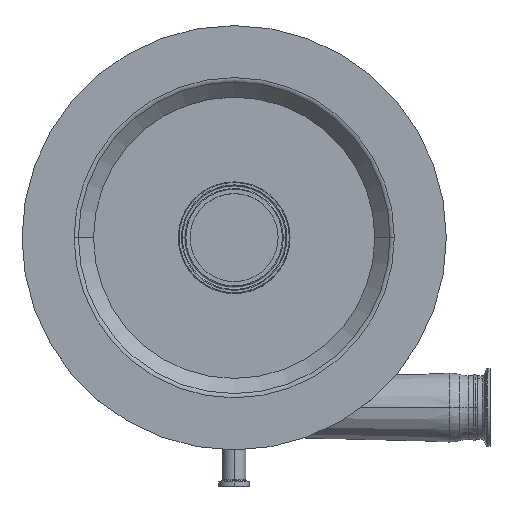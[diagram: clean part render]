
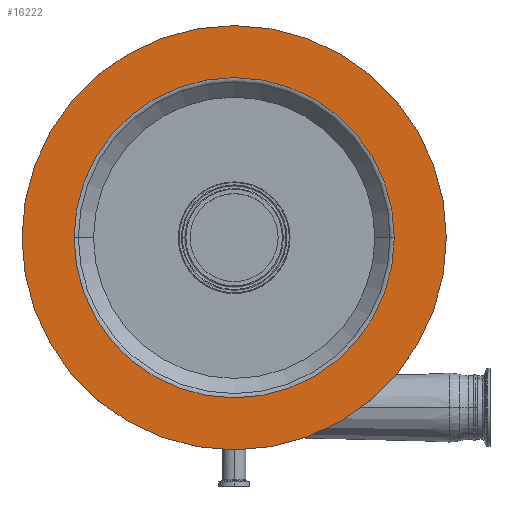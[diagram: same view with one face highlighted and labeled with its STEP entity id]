
A CAD part, top view. The second image highlights one B-rep face of the part: STEP entity #16222.
In plain terms, the highlighted planar face has unit normal (0, 0, 1).
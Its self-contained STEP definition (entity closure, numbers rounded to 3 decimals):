
#3 = CIRCLE ( 'NONE', #11517, 175. ) ;
#524 = CARTESIAN_POINT ( 'NONE',  ( -132.071, 0., 67. ) ) ;
#538 = DIRECTION ( 'NONE',  ( -1., 0., 0. ) ) ;
#737 = DIRECTION ( 'NONE',  ( 0., 0., -1. ) ) ;
#1128 = EDGE_CURVE ( 'NONE', #14892, #14136, #2784, .T. ) ;
#1192 = CARTESIAN_POINT ( 'NONE',  ( 175., 0., 67. ) ) ;
#2081 = CARTESIAN_POINT ( 'NONE',  ( 0., 0., 67. ) ) ;
#2773 = AXIS2_PLACEMENT_3D ( 'NONE', #10709, #20152, #17199 ) ;
#2784 = CIRCLE ( 'NONE', #2773, 132.071 ) ;
#4814 = CARTESIAN_POINT ( 'NONE',  ( 0., 0., 67. ) ) ;
#5659 = AXIS2_PLACEMENT_3D ( 'NONE', #12438, #7905, #9379 ) ;
#5898 = VERTEX_POINT ( 'NONE', #1192 ) ;
#6956 = CIRCLE ( 'NONE', #12214, 132.071 ) ;
#7048 = CARTESIAN_POINT ( 'NONE',  ( 132.071, 0., 67. ) ) ;
#7905 = DIRECTION ( 'NONE',  ( 0., 0., -1. ) ) ;
#7967 = AXIS2_PLACEMENT_3D ( 'NONE', #2081, #737, #538 ) ;
#7988 = DIRECTION ( 'NONE',  ( 0., 0., -1. ) ) ;
#8862 = DIRECTION ( 'NONE',  ( 0., 0., -1. ) ) ;
#9075 = FACE_BOUND ( 'NONE', #18673, .T. ) ;
#9278 = CARTESIAN_POINT ( 'NONE',  ( 0., 0., 67. ) ) ;
#9361 = ORIENTED_EDGE ( 'NONE', *, *, #12455, .F. ) ;
#9379 = DIRECTION ( 'NONE',  ( -1., 0., 0. ) ) ;
#9587 = PLANE ( 'NONE',  #5659 ) ;
#9876 = EDGE_CURVE ( 'NONE', #5898, #14163, #3, .T. ) ;
#10093 = ORIENTED_EDGE ( 'NONE', *, *, #9876, .F. ) ;
#10602 = DIRECTION ( 'NONE',  ( -1., 0., 0. ) ) ;
#10709 = CARTESIAN_POINT ( 'NONE',  ( 0., 0., 67. ) ) ;
#10767 = DIRECTION ( 'NONE',  ( -1., 0., 0. ) ) ;
#11253 = CARTESIAN_POINT ( 'NONE',  ( -175., 0., 67. ) ) ;
#11517 = AXIS2_PLACEMENT_3D ( 'NONE', #4814, #7988, #10767 ) ;
#12214 = AXIS2_PLACEMENT_3D ( 'NONE', #9278, #8862, #10602 ) ;
#12395 = ORIENTED_EDGE ( 'NONE', *, *, #16172, .T. ) ;
#12438 = CARTESIAN_POINT ( 'NONE',  ( 0., 175., 67. ) ) ;
#12455 = EDGE_CURVE ( 'NONE', #14163, #5898, #19772, .T. ) ;
#12541 = FACE_OUTER_BOUND ( 'NONE', #19498, .T. ) ;
#14136 = VERTEX_POINT ( 'NONE', #524 ) ;
#14163 = VERTEX_POINT ( 'NONE', #11253 ) ;
#14892 = VERTEX_POINT ( 'NONE', #7048 ) ;
#16172 = EDGE_CURVE ( 'NONE', #14136, #14892, #6956, .T. ) ;
#16222 = ADVANCED_FACE ( 'NONE', ( #9075, #12541 ), #9587, .F. ) ;
#17199 = DIRECTION ( 'NONE',  ( -1., 0., 0. ) ) ;
#18673 = EDGE_LOOP ( 'NONE', ( #12395, #20315 ) ) ;
#19498 = EDGE_LOOP ( 'NONE', ( #9361, #10093 ) ) ;
#19772 = CIRCLE ( 'NONE', #7967, 175. ) ;
#20152 = DIRECTION ( 'NONE',  ( 0., 0., -1. ) ) ;
#20315 = ORIENTED_EDGE ( 'NONE', *, *, #1128, .T. ) ;
